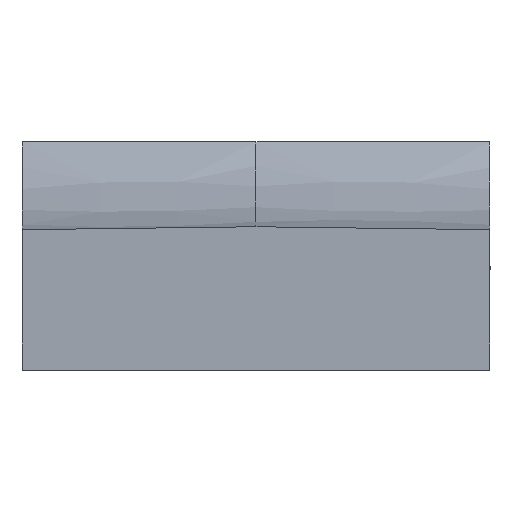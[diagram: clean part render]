
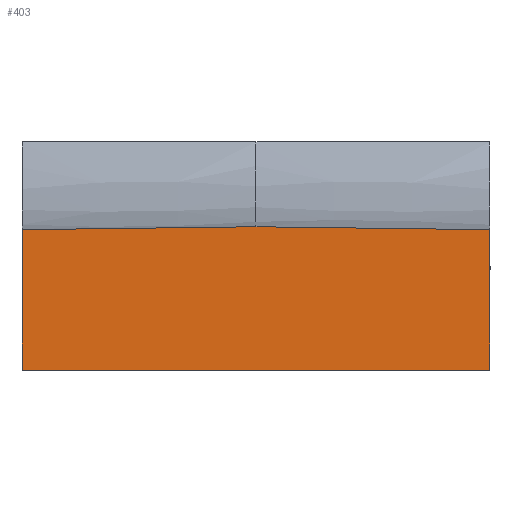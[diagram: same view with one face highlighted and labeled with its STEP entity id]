
A CAD part, left-side view. The second image highlights one B-rep face of the part: STEP entity #403.
In plain terms, the highlighted planar face has unit normal (-1, 0, 0).
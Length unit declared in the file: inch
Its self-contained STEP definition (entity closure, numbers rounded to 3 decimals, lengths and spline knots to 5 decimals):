
#30=FACE_OUTER_BOUND('',#52,.T.);
#52=EDGE_LOOP('',(#309,#310,#311,#312,#313));
#105=LINE('',#834,#144);
#106=LINE('',#836,#145);
#107=LINE('',#838,#146);
#108=LINE('',#840,#147);
#109=LINE('',#841,#148);
#144=VECTOR('',#477,0.3937);
#145=VECTOR('',#478,0.3937);
#146=VECTOR('',#479,0.3937);
#147=VECTOR('',#480,0.3937);
#148=VECTOR('',#481,0.3937);
#192=VERTEX_POINT('',#832);
#193=VERTEX_POINT('',#833);
#194=VERTEX_POINT('',#835);
#195=VERTEX_POINT('',#837);
#196=VERTEX_POINT('',#839);
#238=EDGE_CURVE('',#192,#193,#105,.T.);
#239=EDGE_CURVE('',#194,#193,#106,.T.);
#240=EDGE_CURVE('',#195,#194,#107,.T.);
#241=EDGE_CURVE('',#195,#196,#108,.T.);
#242=EDGE_CURVE('',#196,#192,#109,.T.);
#309=ORIENTED_EDGE('',*,*,#238,.T.);
#310=ORIENTED_EDGE('',*,*,#239,.F.);
#311=ORIENTED_EDGE('',*,*,#240,.F.);
#312=ORIENTED_EDGE('',*,*,#241,.T.);
#313=ORIENTED_EDGE('',*,*,#242,.T.);
#384=PLANE('',#435);
#403=ADVANCED_FACE('',(#30),#384,.T.);
#435=AXIS2_PLACEMENT_3D('',#831,#475,#476);
#475=DIRECTION('center_axis',(-1.,0.,0.));
#476=DIRECTION('ref_axis',(0.,-1.,0.));
#477=DIRECTION('',(0.,-1.,0.));
#478=DIRECTION('',(0.,0.,-1.));
#479=DIRECTION('',(0.,-1.,-0.012));
#480=DIRECTION('',(0.,1.,-0.012));
#481=DIRECTION('',(0.,0.,-1.));
#831=CARTESIAN_POINT('Origin',(-427.75,75.4,17.0625));
#832=CARTESIAN_POINT('',(-427.75,85.4,14.));
#833=CARTESIAN_POINT('',(-427.75,65.4,14.));
#834=CARTESIAN_POINT('',(-427.75,85.4,14.));
#835=CARTESIAN_POINT('',(-427.75,65.4,20.));
#836=CARTESIAN_POINT('',(-427.75,65.4,20.));
#837=CARTESIAN_POINT('',(-427.75,75.4,20.125));
#838=CARTESIAN_POINT('',(-427.75,75.4,20.125));
#839=CARTESIAN_POINT('',(-427.75,85.4,20.));
#840=CARTESIAN_POINT('',(-427.75,75.4,20.125));
#841=CARTESIAN_POINT('',(-427.75,85.4,20.));
